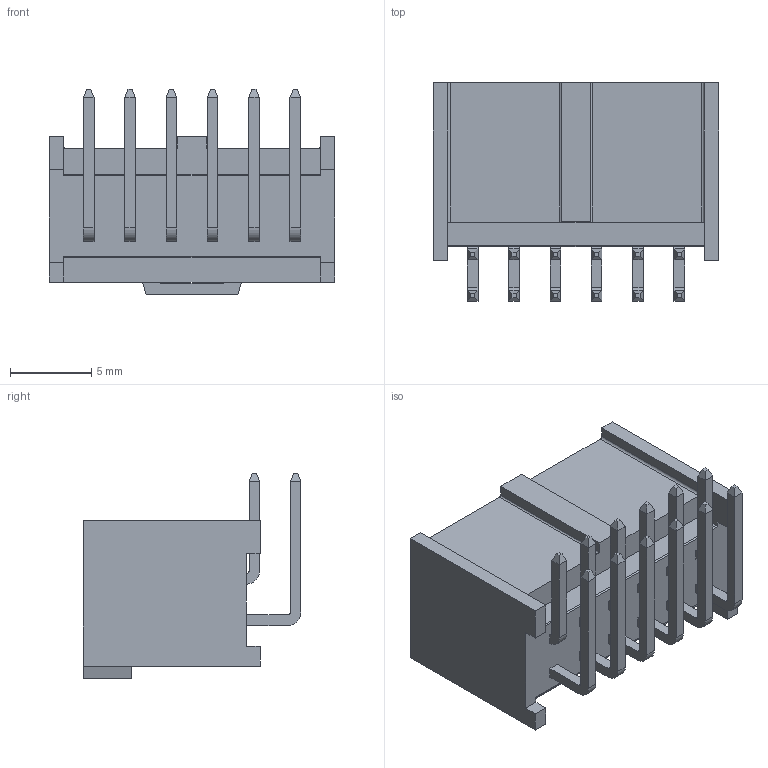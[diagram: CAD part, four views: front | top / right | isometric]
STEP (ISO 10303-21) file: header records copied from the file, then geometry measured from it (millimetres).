
FILE_DESCRIPTION(('FreeCAD Model'),'2;1');
FILE_NAME('Open CASCADE Shape Model','2024-01-04T11:48:29',('Author'),( ''),'Open CASCADE STEP processor 7.6','FreeCAD','Unknown');
FILE_SCHEMA(('AUTOMOTIVE_DESIGN { 1 0 10303 214 1 1 1 1 }'));
Length unit declared in the file: millimetre
Products named in the file (1): 901303112
Bounding box: 17.58 x 13.4 x 12.65 mm (x, y, z)
Volume: 712.2 mm3; surface area: 1687.1 mm2
Topology: 1 solids, 1 shells, 309 faces, 752 edges, 468 vertices
Faces by surface type: plane 281, cylinder 28
Entity records: 18662 total; most frequent: CARTESIAN_POINT 3190, DIRECTION 2906, LINE 2144, VECTOR 2144, ORIENTED_EDGE 1504, PCURVE 1504, DEFINITIONAL_REPRESENTATION 1504, EDGE_CURVE 752
